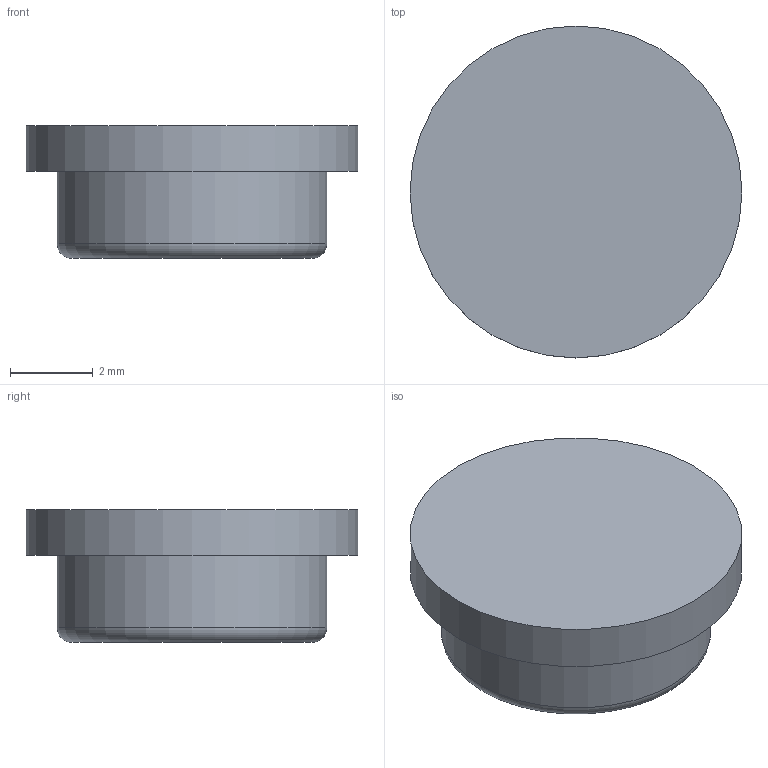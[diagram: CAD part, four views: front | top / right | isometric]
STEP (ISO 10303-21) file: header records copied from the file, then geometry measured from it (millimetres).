
FILE_DESCRIPTION(('FreeCAD Model'),'2;1');
FILE_NAME('Open CASCADE Shape Model','2024-11-25T15:35:20',('Author'),( ''),'Open CASCADE STEP processor 7.8','FreeCAD','Unknown');
FILE_SCHEMA(('AUTOMOTIVE_DESIGN { 1 0 10303 214 1 1 1 1 }'));
Length unit declared in the file: millimetre
Products named in the file (1): 顶帽_不锈钢_CNC
Bounding box: 8 x 8 x 3.2 mm (x, y, z)
Volume: 124.5 mm3; surface area: 167.9 mm2
Topology: 1 solids, 1 shells, 6 faces, 8 edges, 5 vertices
Faces by surface type: plane 3, cylinder 2, torus 1
Full cylindrical faces by diameter (mm): 6.5 x1, 8 x1
Entity records: 151 total; most frequent: DIRECTION 27, CARTESIAN_POINT 21, ORIENTED_EDGE 16, AXIS2_PLACEMENT_3D 13, EDGE_CURVE 8, FACE_BOUND 7, EDGE_LOOP 7, ADVANCED_FACE 6
